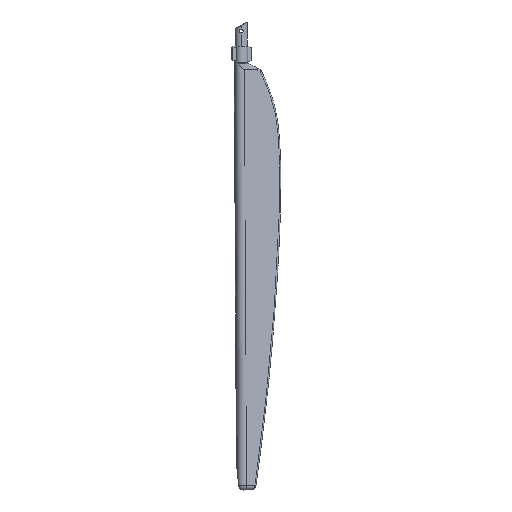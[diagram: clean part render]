
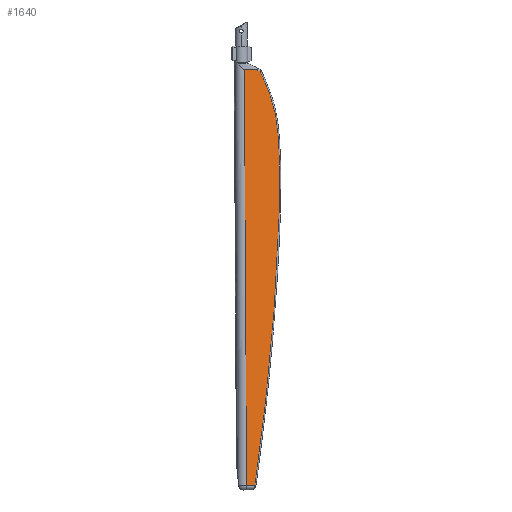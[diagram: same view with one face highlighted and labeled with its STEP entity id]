
A CAD part, top view. The second image highlights one B-rep face of the part: STEP entity #1640.
In plain terms, the highlighted planar face has unit normal (0.46, 0.003, 0.888).
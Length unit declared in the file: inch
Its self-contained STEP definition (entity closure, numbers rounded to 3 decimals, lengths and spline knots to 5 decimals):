
#110 = CARTESIAN_POINT ( 'NONE',  ( -20.34013, 38.27933, -0.66098 ) ) ;
#183 = CARTESIAN_POINT ( 'NONE',  ( -18.11394, 35.13549, -1.80542 ) ) ;
#228 = CARTESIAN_POINT ( 'NONE',  ( -18.12497, 35.61407, -1.80105 ) ) ;
#236 = CARTESIAN_POINT ( 'NONE',  ( -18.5374, 37.09206, -1.59153 ) ) ;
#269 = CARTESIAN_POINT ( 'NONE',  ( -18.16784, 33.46289, -1.77282 ) ) ;
#308 = CARTESIAN_POINT ( 'NONE',  ( -18.11712, 35.37484, -1.80444 ) ) ;
#353 = CARTESIAN_POINT ( 'NONE',  ( -18.15866, 33.62206, -1.77802 ) ) ;
#414 = VERTEX_POINT ( 'NONE', #5574 ) ;
#457 = VECTOR ( 'NONE', #5876, 39.37008 ) ;
#814 = CARTESIAN_POINT ( 'NONE',  ( -18.22224, 32.66781, -1.74242 ) ) ;
#818 = VERTEX_POINT ( 'NONE', #7845 ) ;
#886 = DIRECTION ( 'NONE',  ( -0.888, -0.005, 0.46 ) ) ;
#907 = CARTESIAN_POINT ( 'NONE',  ( -18.40434, 36.91531, -1.65996 ) ) ;
#950 = CARTESIAN_POINT ( 'NONE',  ( -18.38862, 36.87955, -1.668 ) ) ;
#986 = CARTESIAN_POINT ( 'NONE',  ( -18.34281, 36.77164, -1.69144 ) ) ;
#1148 = ORIENTED_EDGE ( 'NONE', *, *, #7476, .F. ) ;
#1216 = B_SPLINE_CURVE_WITH_KNOTS ( 'NONE', 3,
 ( #236, #7406, #2183, #4747, #7318, #1556 ),
 .UNSPECIFIED., .F., .F.,
 ( 4, 2, 4 ),
 ( 0., 0.40589, 1. ),
 .UNSPECIFIED. ) ;
#1499 = CARTESIAN_POINT ( 'NONE',  ( -18.36931, 31.08281, -1.6618 ) ) ;
#1544 = CARTESIAN_POINT ( 'NONE',  ( -18.48255, 30.13535, -1.60048 ) ) ;
#1556 = CARTESIAN_POINT ( 'NONE',  ( -18.46979, 37.05661, -1.62645 ) ) ;
#1626 = CARTESIAN_POINT ( 'NONE',  ( -18.13533, 34.09967, -1.79144 ) ) ;
#1640 = ADVANCED_FACE ( 'NONE', ( #3483 ), #3992, .F. ) ;
#1945 = VECTOR ( 'NONE', #886, 39.37008 ) ;
#2128 = CARTESIAN_POINT ( 'NONE',  ( -18.18252, 36.20824, -1.77289 ) ) ;
#2183 = CARTESIAN_POINT ( 'NONE',  ( -18.51906, 37.08257, -1.601 ) ) ;
#2217 = CARTESIAN_POINT ( 'NONE',  ( -18.11937, 34.57753, -1.80104 ) ) ;
#2262 = CARTESIAN_POINT ( 'NONE',  ( -18.45299, 37.02158, -1.63506 ) ) ;
#2709 = CARTESIAN_POINT ( 'NONE',  ( -18.76058, 37.09085, -1.47591 ) ) ;
#2744 = ORIENTED_EDGE ( 'NONE', *, *, #7405, .F. ) ;
#2799 = CARTESIAN_POINT ( 'NONE',  ( -18.38087, 36.86159, -1.67197 ) ) ;
#2841 = CARTESIAN_POINT ( 'NONE',  ( -18.56925, 29.50529, -1.55381 ) ) ;
#2855 = DIRECTION ( 'NONE',  ( -0.888, 0., 0.46 ) ) ;
#2882 = CARTESIAN_POINT ( 'NONE',  ( -18.42394, 30.6088, -1.63217 ) ) ;
#2921 = EDGE_CURVE ( 'NONE', #6404, #6370, #4216, .T. ) ;
#2924 = CARTESIAN_POINT ( 'NONE',  ( -18.19887, 32.98566, -1.75541 ) ) ;
#3024 = CARTESIAN_POINT ( 'NONE',  ( -18.71963, 29.50448, -1.47591 ) ) ;
#3115 = CARTESIAN_POINT ( 'NONE',  ( -18.5374, 37.09206, -1.59153 ) ) ;
#3133 = VECTOR ( 'NONE', #4262, 39.37008 ) ;
#3425 = CARTESIAN_POINT ( 'NONE',  ( -18.27657, 36.58829, -1.72524 ) ) ;
#3483 = FACE_OUTER_BOUND ( 'NONE', #3574, .T. ) ;
#3510 = CARTESIAN_POINT ( 'NONE',  ( -18.11562, 35.29502, -1.80499 ) ) ;
#3551 = CARTESIAN_POINT ( 'NONE',  ( -18.18945, 36.24711, -1.76941 ) ) ;
#3574 = EDGE_LOOP ( 'NONE', ( #7345, #1148, #6843, #2744, #5841 ) ) ;
#3911 = EDGE_CURVE ( 'NONE', #4260, #818, #1216, .T. ) ;
#3992 = PLANE ( 'NONE',  #7390 ) ;
#3995 = LINE ( 'NONE', #4080, #1945 ) ;
#4019 = CARTESIAN_POINT ( 'NONE',  ( -18.26467, 36.55115, -1.73129 ) ) ;
#4080 = CARTESIAN_POINT ( 'NONE',  ( -18.56925, 29.50529, -1.55381 ) ) ;
#4106 = CARTESIAN_POINT ( 'NONE',  ( -18.52473, 29.82016, -1.57775 ) ) ;
#4149 = CARTESIAN_POINT ( 'NONE',  ( -18.43649, 36.98635, -1.64351 ) ) ;
#4179 = EDGE_CURVE ( 'NONE', #818, #414, #6948, .T. ) ;
#4216 = LINE ( 'NONE', #3024, #3133 ) ;
#4260 = VERTEX_POINT ( 'NONE', #3115 ) ;
#4262 = DIRECTION ( 'NONE',  ( -0.005, 1., 0. ) ) ;
#4654 = CARTESIAN_POINT ( 'NONE',  ( -18.15434, 36.01152, -1.78694 ) ) ;
#4699 = CARTESIAN_POINT ( 'NONE',  ( -18.27414, 32.03283, -1.71375 ) ) ;
#4702 = CARTESIAN_POINT ( 'NONE',  ( -18.71963, 29.50448, -1.47591 ) ) ;
#4740 = CARTESIAN_POINT ( 'NONE',  ( -18.31451, 36.69893, -1.70589 ) ) ;
#4747 = CARTESIAN_POINT ( 'NONE',  ( -18.49652, 37.07077, -1.61264 ) ) ;
#4784 = CARTESIAN_POINT ( 'NONE',  ( -18.23467, 32.50899, -1.73553 ) ) ;
#4799 = DIRECTION ( 'NONE',  ( -0.46, -0.002, -0.888 ) ) ;
#4823 = CARTESIAN_POINT ( 'NONE',  ( -18.11377, 35.05575, -1.80529 ) ) ;
#5325 = CARTESIAN_POINT ( 'NONE',  ( -18.11448, 34.8963, -1.80447 ) ) ;
#5373 = CARTESIAN_POINT ( 'NONE',  ( -18.18795, 33.1447, -1.76152 ) ) ;
#5415 = CARTESIAN_POINT ( 'NONE',  ( -18.46979, 37.05661, -1.62645 ) ) ;
#5574 = CARTESIAN_POINT ( 'NONE',  ( -18.56925, 29.50529, -1.55381 ) ) ;
#5841 = ORIENTED_EDGE ( 'NONE', *, *, #4179, .F. ) ;
#5876 = DIRECTION ( 'NONE',  ( 0.888, 0.005, -0.46 ) ) ;
#5940 = CARTESIAN_POINT ( 'NONE',  ( -18.20493, 36.32427, -1.76161 ) ) ;
#5967 = LINE ( 'NONE', #7873, #457 ) ;
#5990 = CARTESIAN_POINT ( 'NONE',  ( -18.21349, 36.36258, -1.75728 ) ) ;
#6035 = CARTESIAN_POINT ( 'NONE',  ( -18.16389, 36.0909, -1.78222 ) ) ;
#6078 = CARTESIAN_POINT ( 'NONE',  ( -18.30337, 31.71581, -1.69772 ) ) ;
#6119 = CARTESIAN_POINT ( 'NONE',  ( -18.13928, 35.8528, -1.7943 ) ) ;
#6370 = VERTEX_POINT ( 'NONE', #2709 ) ;
#6404 = VERTEX_POINT ( 'NONE', #4702 ) ;
#6590 = CARTESIAN_POINT ( 'NONE',  ( -18.14241, 33.94044, -1.78733 ) ) ;
#6679 = CARTESIAN_POINT ( 'NONE',  ( -18.23228, 36.43859, -1.74776 ) ) ;
#6722 = CARTESIAN_POINT ( 'NONE',  ( -18.4123, 36.93312, -1.65589 ) ) ;
#6843 = ORIENTED_EDGE ( 'NONE', *, *, #2921, .F. ) ;
#6948 = B_SPLINE_CURVE_WITH_KNOTS ( 'NONE', 3,
 ( #5415, #2262, #4149, #6722, #907, #950, #2799, #986, #4740, #3425, #4019, #8059, #6679, #5990, #5940, #3551, #2128, #6035, #4654, #6119, #7983, #228, #7305, #308, #3510, #183, #4823, #5325, #7897, #2217, #8020, #1626, #6590, #353, #269, #5373, #2924, #814, #4784, #4699, #6078, #7261, #1499, #7943, #2882, #1544, #4106, #2841 ),
 .UNSPECIFIED., .F., .F.,
 ( 4, 2, 2, 2, 2, 2, 2, 2, 2, 2, 2, 2, 2, 2, 2, 2, 2, 2, 2, 2, 2, 2, 2, 4 ),
 ( 0., 0.01563, 0.02344, 0.03125, 0.0625, 0.07813, 0.09375, 0.10938, 0.125, 0.15625, 0.1875, 0.21875, 0.25, 0.28125, 0.3125, 0.375, 0.4375, 0.5, 0.5625, 0.625, 0.75, 0.8125, 0.875, 1. ),
 .UNSPECIFIED. ) ;
#7261 = CARTESIAN_POINT ( 'NONE',  ( -18.3522, 31.24097, -1.6711 ) ) ;
#7305 = CARTESIAN_POINT ( 'NONE',  ( -18.1218, 35.53437, -1.80246 ) ) ;
#7318 = CARTESIAN_POINT ( 'NONE',  ( -18.48315, 37.06371, -1.61955 ) ) ;
#7345 = ORIENTED_EDGE ( 'NONE', *, *, #3911, .F. ) ;
#7390 = AXIS2_PLACEMENT_3D ( 'NONE', #110, #4799, #2855 ) ;
#7405 = EDGE_CURVE ( 'NONE', #414, #6404, #3995, .T. ) ;
#7406 = CARTESIAN_POINT ( 'NONE',  ( -18.52822, 37.08733, -1.59627 ) ) ;
#7476 = EDGE_CURVE ( 'NONE', #6370, #4260, #5967, .T. ) ;
#7845 = CARTESIAN_POINT ( 'NONE',  ( -18.46979, 37.05661, -1.62645 ) ) ;
#7873 = CARTESIAN_POINT ( 'NONE',  ( -18.76058, 37.09085, -1.47591 ) ) ;
#7897 = CARTESIAN_POINT ( 'NONE',  ( -18.11537, 34.8166, -1.80379 ) ) ;
#7943 = CARTESIAN_POINT ( 'NONE',  ( -18.40518, 30.76673, -1.64233 ) ) ;
#7983 = CARTESIAN_POINT ( 'NONE',  ( -18.13371, 35.77329, -1.79696 ) ) ;
#8020 = CARTESIAN_POINT ( 'NONE',  ( -18.12382, 34.41821, -1.7983 ) ) ;
#8059 = CARTESIAN_POINT ( 'NONE',  ( -18.24253, 36.4763, -1.74256 ) ) ;
